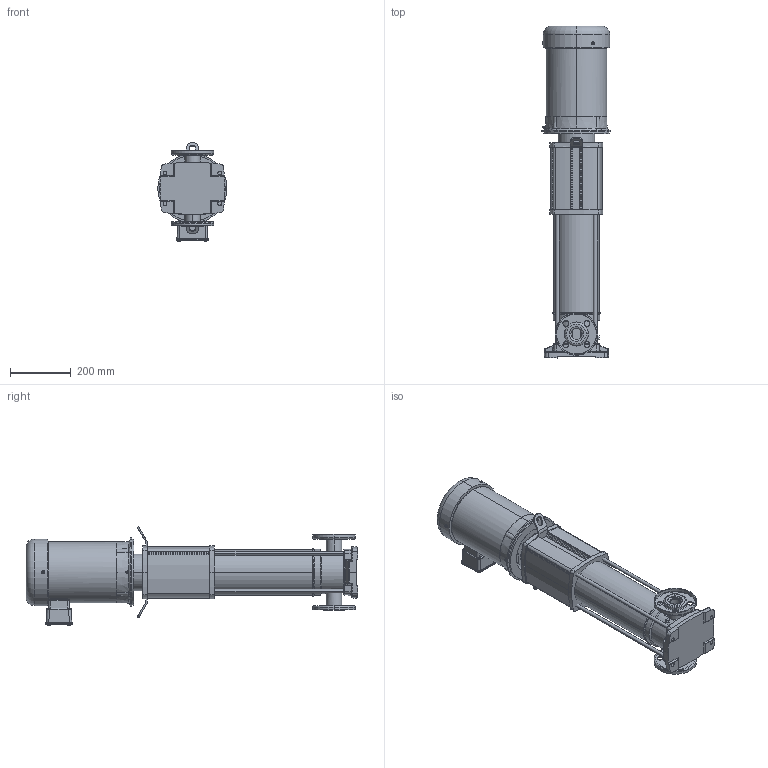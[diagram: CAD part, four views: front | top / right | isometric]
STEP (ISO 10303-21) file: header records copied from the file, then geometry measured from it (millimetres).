
FILE_DESCRIPTION (( 'STEP AP203' ), '1' );
FILE_NAME ('HELIX V30-09_575V.step', '2017-10-26T17:59:34', ( '' ), ( '' ), 'SwSTEP 2.0', 'SolidWorks 2017', '' );
FILE_SCHEMA (( 'CONFIG_CONTROL_DESIGN' ));
Length unit declared in the file: inch
Products named in the file (5): HELIX V30-09; BALDOR NEMA V2 5HP_9; Helix Base 10-30; ANSI Flange 1.25 IN; HELIX V30-09_575V
Assembly tree (5 placements, depth 2):
  HELIX V30-09_575V
    HELIX V30-09
    BALDOR NEMA V2 5HP_9
    ANSI Flange 1.25 IN  x2
    Helix Base 10-30
Bounding box: 224.86 x 1090.2 x 324.21 mm (x, y, z)
Volume: 11501155.5 mm3; surface area: 1390936.2 mm2
Topology: 16 solids, 19 shells, 2503 faces, 6614 edges, 4324 vertices
Faces by surface type: plane 1328, cylinder 814, cone 114, sphere 99, torus 78, bspline 70
Entity records: 82698 total; most frequent: CARTESIAN_POINT 19556, DIRECTION 13234, ORIENTED_EDGE 12990, EDGE_CURVE 6502, AXIS2_PLACEMENT_3D 4731, VERTEX_POINT 4258, LINE 3772, VECTOR 3772
